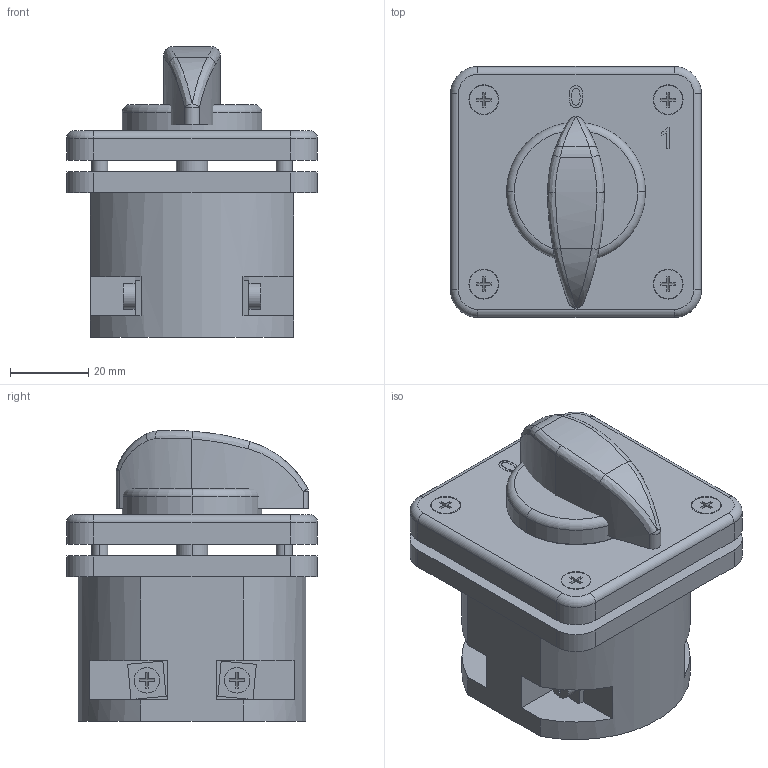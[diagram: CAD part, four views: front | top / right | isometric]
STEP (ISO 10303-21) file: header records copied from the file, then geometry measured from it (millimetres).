
FILE_DESCRIPTION (( 'STEP AP214' ), '1' );
FILE_NAME ('BCS12-032-1 Ïåðåêëþ÷àòåëü êóëà÷êîâûé ÏÊÏ32-12_Î 32À 0-1 2Ð_400Â.STEP', '2017-12-13T11:48:59', ( '' ), ( '' ), 'SwSTEP 2.0', 'SolidWorks 2014', '' );
FILE_SCHEMA (( 'AUTOMOTIVE_DESIGN' ));
Length unit declared in the file: millimetre
Products named in the file (1): BCS12-032-1 Ïåðåêëþ÷àòåëü êóëà÷êîâûé ÏÊÏ32-12_Î 32À  0-1  2Ð_400Â
Bounding box: 64 x 64 x 74.18 mm (x, y, z)
Volume: 154988 mm3; surface area: 32403.5 mm2
Topology: 6 solids, 6 shells, 278 faces, 642 edges, 406 vertices
Faces by surface type: plane 178, cylinder 70, bspline 22, torus 6, sphere 2
Entity records: 8859 total; most frequent: CARTESIAN_POINT 2503, ORIENTED_EDGE 1276, DIRECTION 1264, EDGE_CURVE 638, VECTOR 438, LINE 438, AXIS2_PLACEMENT_3D 413, VERTEX_POINT 404
